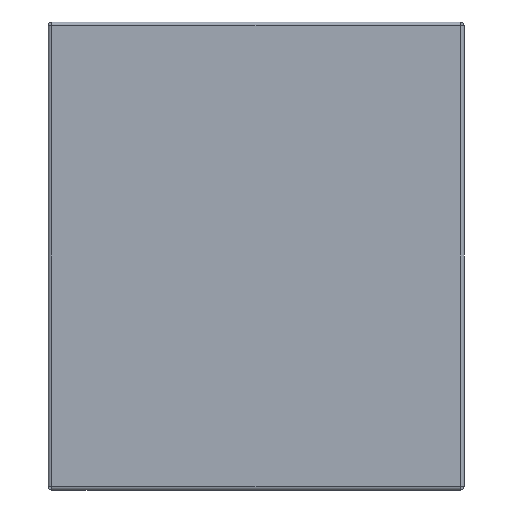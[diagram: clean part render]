
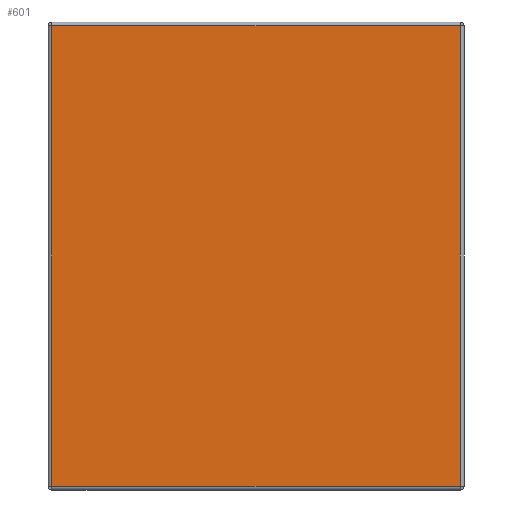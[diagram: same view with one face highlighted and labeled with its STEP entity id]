
A CAD part, front view. The second image highlights one B-rep face of the part: STEP entity #601.
In plain terms, the highlighted planar face has unit normal (0, -1, 0).
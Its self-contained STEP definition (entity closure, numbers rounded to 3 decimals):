
#601 = ADVANCED_FACE( '', ( #1344 ), #1345, .T. );
#1344 = FACE_OUTER_BOUND( '', #5293, .T. );
#1345 = PLANE( '', #5294 );
#5293 = EDGE_LOOP( '', ( #11707, #11708, #11709, #11710 ) );
#5294 = AXIS2_PLACEMENT_3D( '', #11711, #11712, #11713 );
#11707 = ORIENTED_EDGE( '', *, *, #13121, .T. );
#11708 = ORIENTED_EDGE( '', *, *, #13247, .T. );
#11709 = ORIENTED_EDGE( '', *, *, #12754, .T. );
#11710 = ORIENTED_EDGE( '', *, *, #13190, .T. );
#11711 = CARTESIAN_POINT( '', ( 0., 0., 0. ) );
#11712 = DIRECTION( '', ( 0., -1., 0. ) );
#11713 = DIRECTION( '', ( 0., 0., -1. ) );
#12754 = EDGE_CURVE( '', #13691, #13689, #13692, .T. );
#13121 = EDGE_CURVE( '', #13768, #14160, #14231, .T. );
#13190 = EDGE_CURVE( '', #13689, #13768, #14324, .T. );
#13247 = EDGE_CURVE( '', #14160, #13691, #14388, .T. );
#13689 = VERTEX_POINT( '', #15147 );
#13691 = VERTEX_POINT( '', #15158 );
#13692 = LINE( '', #15159, #15160 );
#13768 = VERTEX_POINT( '', #15396 );
#14160 = VERTEX_POINT( '', #16399 );
#14231 = LINE( '', #16656, #16657 );
#14324 = LINE( '', #16829, #16830 );
#14388 = LINE( '', #17040, #17041 );
#15147 = CARTESIAN_POINT( '', ( -199.72, 0., 225.12 ) );
#15158 = CARTESIAN_POINT( '', ( 199.72, 0., 225.12 ) );
#15159 = CARTESIAN_POINT( '', ( -199.72, 0., 225.12 ) );
#15160 = VECTOR( '', #17852, 1000. );
#15396 = CARTESIAN_POINT( '', ( -199.72, 0., -225.12 ) );
#16399 = CARTESIAN_POINT( '', ( 199.72, 0., -225.12 ) );
#16656 = CARTESIAN_POINT( '', ( 199.72, 0., -225.12 ) );
#16657 = VECTOR( '', #18182, 1000. );
#16829 = CARTESIAN_POINT( '', ( -199.72, 0., 228.6 ) );
#16830 = VECTOR( '', #18258, 1000. );
#17040 = CARTESIAN_POINT( '', ( 199.72, 0., -228.6 ) );
#17041 = VECTOR( '', #18294, 1000. );
#17852 = DIRECTION( '', ( -1., 0., 0. ) );
#18182 = DIRECTION( '', ( 1., 0., 0. ) );
#18258 = DIRECTION( '', ( 0., 0., -1. ) );
#18294 = DIRECTION( '', ( 0., 0., 1. ) );
